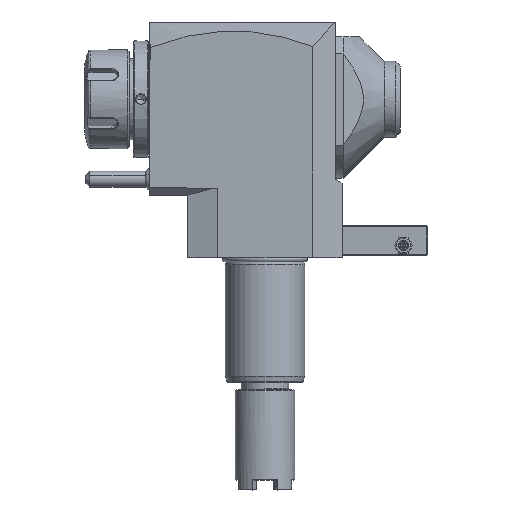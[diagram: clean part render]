
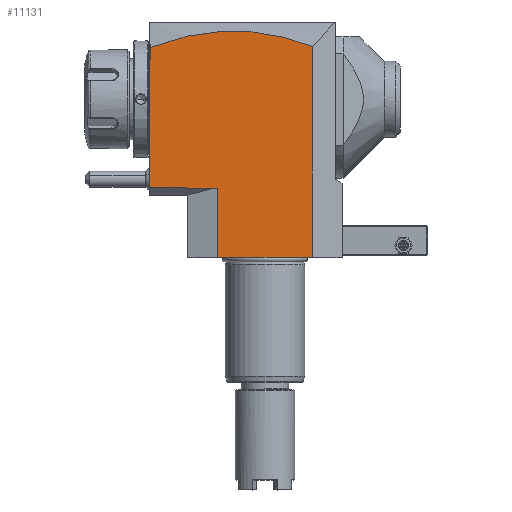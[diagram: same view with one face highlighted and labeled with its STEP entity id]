
A CAD part, top view. The second image highlights one B-rep face of the part: STEP entity #11131.
In plain terms, the highlighted planar face has unit normal (0, 0, 1).
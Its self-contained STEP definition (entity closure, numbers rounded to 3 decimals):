
#29=DIRECTION('',(-1.,0.,0.));
#30=VECTOR('',#29,48.);
#31=CARTESIAN_POINT('',(24.,0.,37.5));
#32=LINE('',#31,#30);
#220=DIRECTION('',(0.,1.,0.));
#221=VECTOR('',#220,64.5);
#222=CARTESIAN_POINT('',(-58.3,35.5,37.5));
#223=LINE('',#222,#221);
#266=DIRECTION('',(1.,0.,0.));
#267=VECTOR('',#266,18.5);
#268=CARTESIAN_POINT('',(-58.3,35.5,37.5));
#269=LINE('',#268,#267);
#353=DIRECTION('',(0.,-1.,0.));
#354=VECTOR('',#353,35.);
#355=CARTESIAN_POINT('',(-24.,35.,37.5));
#356=LINE('',#355,#354);
#365=DIRECTION('',(1.,0.,0.));
#366=VECTOR('',#365,0.5);
#367=CARTESIAN_POINT('',(-58.3,100.,37.5));
#368=LINE('',#367,#366);
#369=DIRECTION('',(0.,1.,0.));
#370=VECTOR('',#369,6.092);
#371=CARTESIAN_POINT('',(-57.8,100.,37.5));
#372=LINE('',#371,#370);
#373=CARTESIAN_POINT('',(-57.8,106.092,37.5));
#374=CARTESIAN_POINT('',(-50.998,108.812,37.5));
#375=CARTESIAN_POINT('',(-37.387,112.914,37.5));
#376=CARTESIAN_POINT('',(-16.948,115.059,37.5));
#377=CARTESIAN_POINT('',(3.513,113.192,37.5));
#378=CARTESIAN_POINT('',(17.168,109.259,37.5));
#379=CARTESIAN_POINT('',(24.,106.615,37.5));
#381=DIRECTION('',(0.,-1.,0.));
#382=VECTOR('',#381,106.615);
#383=CARTESIAN_POINT('',(24.,106.615,37.5));
#384=LINE('',#383,#382);
#385=DIRECTION('',(0.,-1.,0.));
#386=VECTOR('',#385,0.5);
#387=CARTESIAN_POINT('',(-39.8,35.5,37.5));
#388=LINE('',#387,#386);
#958=DIRECTION('',(1.,0.,0.));
#959=VECTOR('',#958,15.8);
#960=CARTESIAN_POINT('',(-39.8,35.,37.5));
#961=LINE('',#960,#959);
#10026=VERTEX_POINT('',#373);
#10027=VERTEX_POINT('',#379);
#10039=CARTESIAN_POINT('',(-39.8,35.5,37.5));
#10040=CARTESIAN_POINT('',(-39.8,35.,37.5));
#10041=VERTEX_POINT('',#10039);
#10042=VERTEX_POINT('',#10040);
#10049=CARTESIAN_POINT('',(-24.,35.,37.5));
#10050=VERTEX_POINT('',#10049);
#10432=CARTESIAN_POINT('',(24.,0.,37.5));
#10434=VERTEX_POINT('',#10432);
#10435=CARTESIAN_POINT('',(-24.,0.,37.5));
#10436=VERTEX_POINT('',#10435);
#10469=CARTESIAN_POINT('',(-58.3,35.5,37.5));
#10470=CARTESIAN_POINT('',(-58.3,100.,37.5));
#10471=VERTEX_POINT('',#10469);
#10472=VERTEX_POINT('',#10470);
#10588=CARTESIAN_POINT('',(-57.8,100.,37.5));
#10590=VERTEX_POINT('',#10588);
#11109=CARTESIAN_POINT('',(-39.202,35.,37.5));
#11110=DIRECTION('',(0.,0.,1.));
#11111=DIRECTION('',(1.,0.,0.));
#11112=AXIS2_PLACEMENT_3D('',#11109,#11110,#11111);
#11113=PLANE('',#11112);
#11114=ORIENTED_EDGE('',*,*,#11024,.F.);
#11115=ORIENTED_EDGE('',*,*,#10917,.T.);
#11117=ORIENTED_EDGE('',*,*,#11116,.T.);
#11119=ORIENTED_EDGE('',*,*,#11118,.T.);
#11121=ORIENTED_EDGE('',*,*,#11120,.T.);
#11122=ORIENTED_EDGE('',*,*,#10763,.T.);
#11123=ORIENTED_EDGE('',*,*,#10738,.T.);
#11124=ORIENTED_EDGE('',*,*,#11099,.F.);
#11126=ORIENTED_EDGE('',*,*,#11125,.F.);
#11128=ORIENTED_EDGE('',*,*,#11127,.F.);
#11129=EDGE_LOOP('',(#11114,#11115,#11117,#11119,#11121,#11122,#11123,#11124,
#11126,#11128));
#11130=FACE_OUTER_BOUND('',#11129,.F.);
#380=B_SPLINE_CURVE_WITH_KNOTS('',3,(#373,#374,#375,#376,#377,#378,#379),
.UNSPECIFIED.,.F.,.F.,(4,1,1,1,4),(0.,0.25,0.5,0.75,1.),
.UNSPECIFIED.);
#10738=EDGE_CURVE('',#10434,#10436,#32,.T.);
#10763=EDGE_CURVE('',#10027,#10434,#384,.T.);
#10917=EDGE_CURVE('',#10471,#10472,#223,.T.);
#11024=EDGE_CURVE('',#10471,#10041,#269,.T.);
#11099=EDGE_CURVE('',#10050,#10436,#356,.T.);
#11116=EDGE_CURVE('',#10472,#10590,#368,.T.);
#11118=EDGE_CURVE('',#10590,#10026,#372,.T.);
#11120=EDGE_CURVE('',#10026,#10027,#380,.T.);
#11125=EDGE_CURVE('',#10042,#10050,#961,.T.);
#11127=EDGE_CURVE('',#10041,#10042,#388,.T.);
#11131=ADVANCED_FACE('',(#11130),#11113,.T.);
